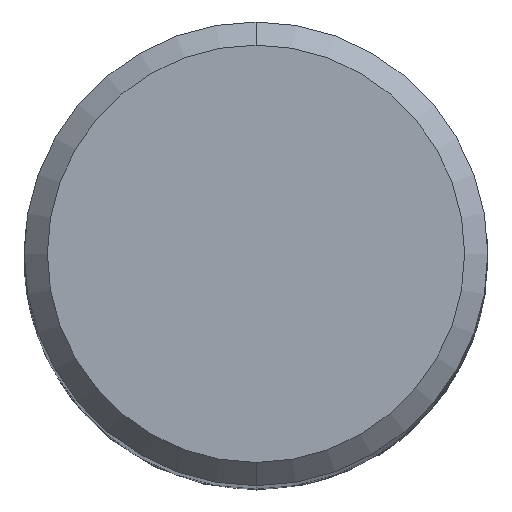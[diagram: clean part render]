
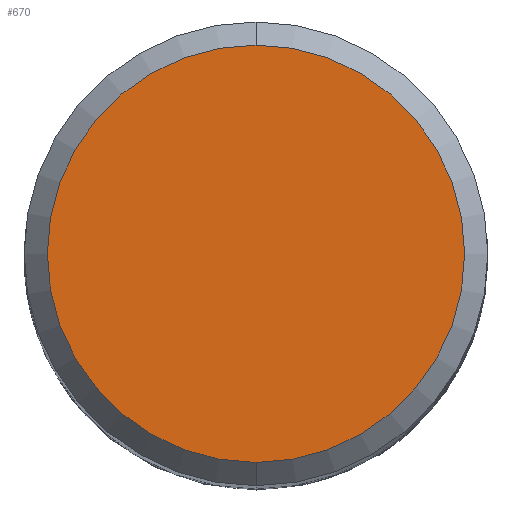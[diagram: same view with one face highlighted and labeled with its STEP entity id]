
A CAD part, top view. The second image highlights one B-rep face of the part: STEP entity #670.
In plain terms, the highlighted planar face has unit normal (0, 0, 1).
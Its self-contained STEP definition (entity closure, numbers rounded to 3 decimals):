
#410=EDGE_CURVE('',#548,#422,#1066,.T.);
#422=VERTEX_POINT('',#1079);
#548=VERTEX_POINT('',#1218);
#670=ADVANCED_FACE('',(#1347),#1348,.T.);
#924=EDGE_CURVE('',#422,#548,#1628,.T.);
#1066=CIRCLE('',#2300,5.4);
#1079=CARTESIAN_POINT('',(0.,-5.4,0.0));
#1218=CARTESIAN_POINT('',(0.0,5.4,0.0));
#1347=FACE_OUTER_BOUND('',#3948,.T.);
#1348=PLANE('',#3949);
#1628=CIRCLE('',#7082,5.4);
#2300=AXIS2_PLACEMENT_3D('',#7575,#7576,#7577);
#3948=EDGE_LOOP('',(#7867,#7868));
#3949=AXIS2_PLACEMENT_3D('',#7869,#7870,#7871);
#7082=AXIS2_PLACEMENT_3D('',#8177,#8178,#8179);
#7575=CARTESIAN_POINT('',(0.0,0.0,0.0));
#7576=DIRECTION('',(0.0,0.0,-1.0));
#7577=DIRECTION('',(0.0,1.0,0.0));
#7867=ORIENTED_EDGE('',*,*,#410,.F.);
#7868=ORIENTED_EDGE('',*,*,#924,.F.);
#7869=CARTESIAN_POINT('',(0.0,2.7,0.0));
#7870=DIRECTION('',(-0.0,0.0,1.0));
#7871=DIRECTION('',(0.0,-1.0,0.0));
#8177=CARTESIAN_POINT('',(0.0,0.0,0.0));
#8178=DIRECTION('',(0.0,0.0,-1.0));
#8179=DIRECTION('',(0.0,1.0,0.0));
